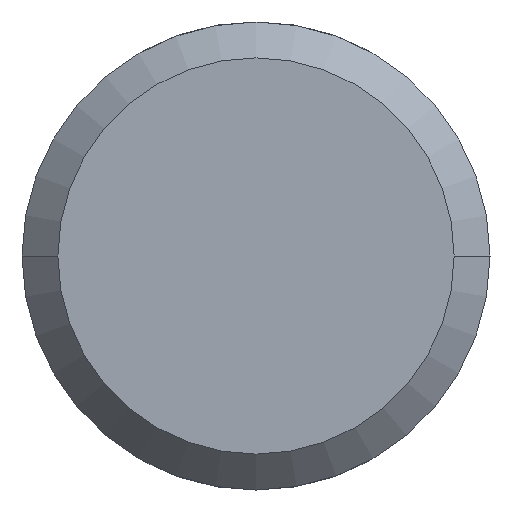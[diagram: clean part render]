
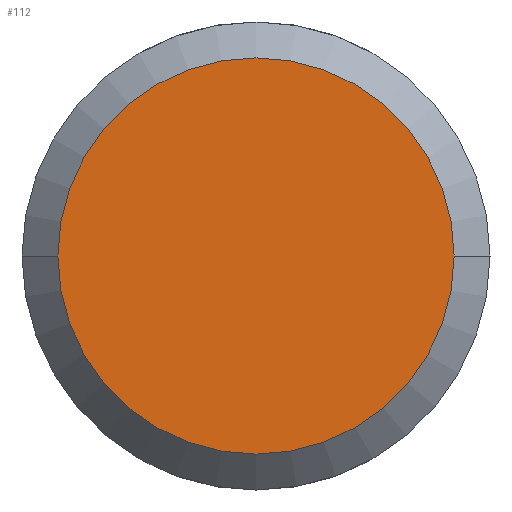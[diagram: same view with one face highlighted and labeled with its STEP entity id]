
A CAD part, left-side view. The second image highlights one B-rep face of the part: STEP entity #112.
In plain terms, the highlighted planar face has unit normal (-1, 0, 0).
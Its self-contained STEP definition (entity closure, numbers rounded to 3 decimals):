
#3 = PLANE ( 'NONE',  #428 ) ;
#30 = CARTESIAN_POINT ( 'NONE',  ( 0., 0., 0. ) ) ;
#44 = DIRECTION ( 'NONE',  ( 0., 1., 0. ) ) ;
#82 = CARTESIAN_POINT ( 'NONE',  ( 0., 2.625, 0. ) ) ;
#105 = CARTESIAN_POINT ( 'NONE',  ( 0., -2.625, 0. ) ) ;
#112 = ADVANCED_FACE ( 'NONE', ( #413 ), #3, .F. ) ;
#166 = AXIS2_PLACEMENT_3D ( 'NONE', #317, #406, #476 ) ;
#228 = VERTEX_POINT ( 'NONE', #105 ) ;
#272 = EDGE_CURVE ( 'NONE', #478, #228, #511, .T. ) ;
#285 = DIRECTION ( 'NONE',  ( 0., 1., 0. ) ) ;
#303 = AXIS2_PLACEMENT_3D ( 'NONE', #30, #359, #285 ) ;
#317 = CARTESIAN_POINT ( 'NONE',  ( 0., 0., 0. ) ) ;
#331 = EDGE_CURVE ( 'NONE', #478, #228, #395, .T. ) ;
#334 = CARTESIAN_POINT ( 'NONE',  ( 0., 0., 0. ) ) ;
#359 = DIRECTION ( 'NONE',  ( 1., 0., 0. ) ) ;
#377 = ORIENTED_EDGE ( 'NONE', *, *, #272, .T. ) ;
#395 = CIRCLE ( 'NONE', #303, 2.625 ) ;
#406 = DIRECTION ( 'NONE',  ( -1., 0., 0. ) ) ;
#413 = FACE_OUTER_BOUND ( 'NONE', #467, .T. ) ;
#428 = AXIS2_PLACEMENT_3D ( 'NONE', #334, #446, #44 ) ;
#446 = DIRECTION ( 'NONE',  ( 1., 0., 0. ) ) ;
#463 = ORIENTED_EDGE ( 'NONE', *, *, #331, .F. ) ;
#467 = EDGE_LOOP ( 'NONE', ( #463, #377 ) ) ;
#476 = DIRECTION ( 'NONE',  ( 0., 1., 0. ) ) ;
#478 = VERTEX_POINT ( 'NONE', #82 ) ;
#511 = CIRCLE ( 'NONE', #166, 2.625 ) ;
